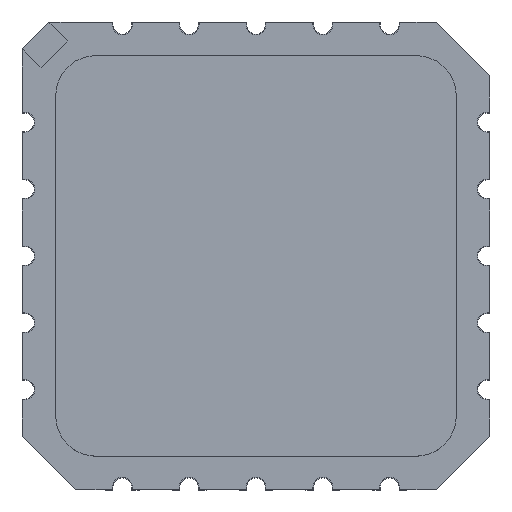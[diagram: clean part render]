
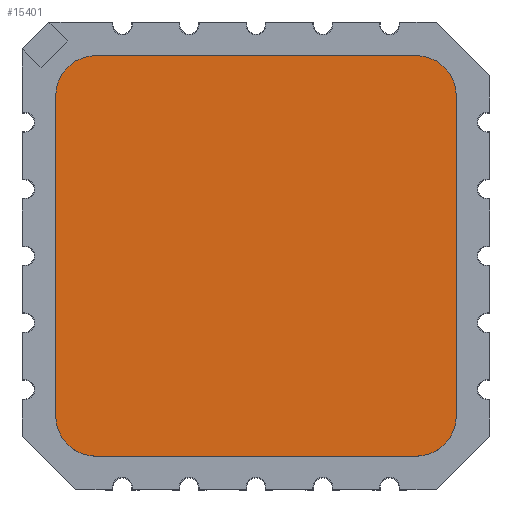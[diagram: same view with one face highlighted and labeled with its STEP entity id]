
A CAD part, top view. The second image highlights one B-rep face of the part: STEP entity #15401.
In plain terms, the highlighted face is planar.
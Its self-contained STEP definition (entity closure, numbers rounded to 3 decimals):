
#15158=CARTESIAN_POINT('',(3.043,0.71,-3.043));
#15159=DIRECTION('',(0.,1.,0.));
#15160=DIRECTION('',(1.,0.,0.));
#15161=AXIS2_PLACEMENT_3D('',#15158,#15159,#15160);
#15166=DIRECTION('',(0.,0.,-1.));
#15167=VECTOR('',#15166,6.086);
#15168=CARTESIAN_POINT('',(3.805,0.71,3.043));
#15169=LINE('',#15168,#15167);
#15173=CARTESIAN_POINT('',(3.043,0.71,3.043));
#15174=DIRECTION('',(0.,1.,0.));
#15175=DIRECTION('',(0.,0.,1.));
#15176=AXIS2_PLACEMENT_3D('',#15173,#15174,#15175);
#15181=DIRECTION('',(1.,0.,0.));
#15182=VECTOR('',#15181,6.086);
#15183=CARTESIAN_POINT('',(-3.043,0.71,3.805));
#15184=LINE('',#15183,#15182);
#15188=CARTESIAN_POINT('',(-3.043,0.71,3.043));
#15189=DIRECTION('',(0.,1.,0.));
#15190=DIRECTION('',(-1.,0.,0.));
#15191=AXIS2_PLACEMENT_3D('',#15188,#15189,#15190);
#15196=DIRECTION('',(0.,0.,1.));
#15197=VECTOR('',#15196,6.086);
#15198=CARTESIAN_POINT('',(-3.805,0.71,-3.043));
#15199=LINE('',#15198,#15197);
#15203=CARTESIAN_POINT('',(-3.043,0.71,-3.043));
#15204=DIRECTION('',(0.,1.,0.));
#15205=DIRECTION('',(0.,0.,-1.));
#15206=AXIS2_PLACEMENT_3D('',#15203,#15204,#15205);
#15211=DIRECTION('',(-1.,0.,0.));
#15212=VECTOR('',#15211,6.086);
#15213=CARTESIAN_POINT('',(3.043,0.71,-3.805));
#15214=LINE('',#15213,#15212);
#15222=CARTESIAN_POINT('',(3.805,0.71,-3.043));
#15223=VERTEX_POINT('',#15222);
#15224=CARTESIAN_POINT('',(3.043,0.71,-3.805));
#15225=VERTEX_POINT('',#15224);
#15230=CARTESIAN_POINT('',(-3.043,0.71,-3.805));
#15231=VERTEX_POINT('',#15230);
#15232=CARTESIAN_POINT('',(-3.805,0.71,-3.043));
#15233=VERTEX_POINT('',#15232);
#15238=CARTESIAN_POINT('',(-3.805,0.71,3.043));
#15239=VERTEX_POINT('',#15238);
#15240=CARTESIAN_POINT('',(-3.043,0.71,3.805));
#15241=VERTEX_POINT('',#15240);
#15246=CARTESIAN_POINT('',(3.043,0.71,3.805));
#15247=VERTEX_POINT('',#15246);
#15248=CARTESIAN_POINT('',(3.805,0.71,3.043));
#15249=VERTEX_POINT('',#15248);
#15386=CARTESIAN_POINT('',(0.,0.71,0.));
#15387=DIRECTION('',(0.,1.,0.));
#15388=DIRECTION('',(1.,0.,0.));
#15389=AXIS2_PLACEMENT_3D('',#15386,#15387,#15388);
#15390=PLANE('',#15389);
#15391=ORIENTED_EDGE('',*,*,#15282,.F.);
#15392=ORIENTED_EDGE('',*,*,#15298,.F.);
#15393=ORIENTED_EDGE('',*,*,#15311,.F.);
#15394=ORIENTED_EDGE('',*,*,#15324,.F.);
#15395=ORIENTED_EDGE('',*,*,#15339,.F.);
#15396=ORIENTED_EDGE('',*,*,#15352,.F.);
#15397=ORIENTED_EDGE('',*,*,#15367,.F.);
#15398=ORIENTED_EDGE('',*,*,#15379,.F.);
#15399=EDGE_LOOP('',(#15391,#15392,#15393,#15394,#15395,#15396,#15397,#15398));
#15400=FACE_OUTER_BOUND('',#15399,.F.);
#15401=ADVANCED_FACE('',(#15400),#15390,.T.);
#15162=CIRCLE('',#15161,0.762);
#15177=CIRCLE('',#15176,0.762);
#15192=CIRCLE('',#15191,0.762);
#15207=CIRCLE('',#15206,0.762);
#15282=EDGE_CURVE('',#15223,#15225,#15162,.T.);
#15298=EDGE_CURVE('',#15249,#15223,#15169,.T.);
#15311=EDGE_CURVE('',#15247,#15249,#15177,.T.);
#15324=EDGE_CURVE('',#15241,#15247,#15184,.T.);
#15339=EDGE_CURVE('',#15239,#15241,#15192,.T.);
#15352=EDGE_CURVE('',#15233,#15239,#15199,.T.);
#15367=EDGE_CURVE('',#15231,#15233,#15207,.T.);
#15379=EDGE_CURVE('',#15225,#15231,#15214,.T.);
